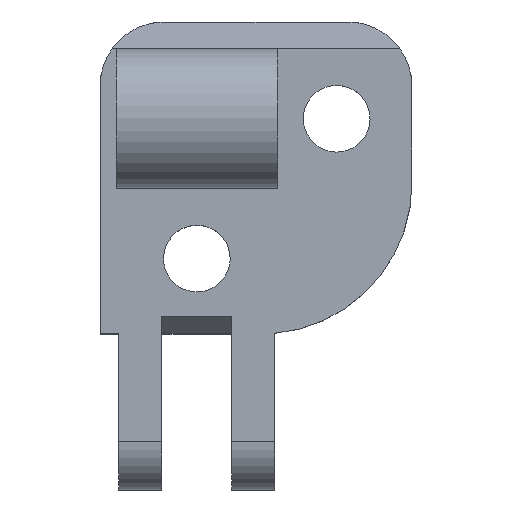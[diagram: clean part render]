
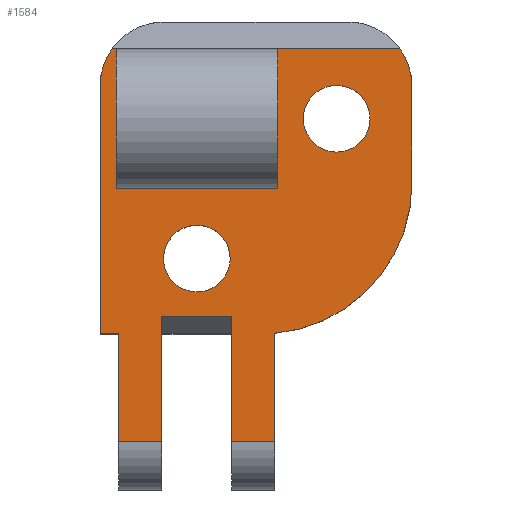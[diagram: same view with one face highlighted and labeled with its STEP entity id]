
A CAD part, top view. The second image highlights one B-rep face of the part: STEP entity #1584.
In plain terms, the highlighted planar face has unit normal (0, 0, 1).
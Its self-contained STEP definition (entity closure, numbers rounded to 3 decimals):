
#63=CARTESIAN_POINT('Vertex',(7.25,-30.,0.)) ;
#66=CARTESIAN_POINT('Line Origine',(5.25,-30.,0.)) ;
#70=CARTESIAN_POINT('Vertex',(3.25,-30.,0.)) ;
#103=CARTESIAN_POINT('Vertex',(-3.25,-18.36,0.)) ;
#117=CARTESIAN_POINT('Vertex',(3.25,-18.36,0.)) ;
#120=CARTESIAN_POINT('Line Origine',(0.,-18.36,0.)) ;
#255=CARTESIAN_POINT('Vertex',(-7.25,-30.,0.)) ;
#271=CARTESIAN_POINT('Vertex',(-3.25,-30.,0.)) ;
#274=CARTESIAN_POINT('Line Origine',(-5.25,-30.,0.)) ;
#295=CARTESIAN_POINT('Vertex',(-7.25,-20.,0.)) ;
#300=CARTESIAN_POINT('Line Origine',(-8.125,-20.,0.)) ;
#304=CARTESIAN_POINT('Vertex',(-9.,-20.,0.)) ;
#344=CARTESIAN_POINT('Vertex',(-7.5,6.5,0.)) ;
#347=CARTESIAN_POINT('Line Origine',(-7.5,3.25,0.)) ;
#351=CARTESIAN_POINT('Vertex',(-7.5,0.,0.)) ;
#354=CARTESIAN_POINT('Line Origine',(-7.5,-3.25,0.)) ;
#358=CARTESIAN_POINT('Vertex',(-7.5,-6.5,0.)) ;
#693=CARTESIAN_POINT('Vertex',(7.5,6.5,0.)) ;
#713=CARTESIAN_POINT('Axis2P3D Location',(0.,-13.,0.)) ;
#717=CARTESIAN_POINT('Vertex',(-2.721,-14.486,0.)) ;
#719=CARTESIAN_POINT('Vertex',(2.721,-11.514,0.)) ;
#748=CARTESIAN_POINT('Axis2P3D Location',(0.,-13.,0.)) ;
#770=CARTESIAN_POINT('Axis2P3D Location',(13.,0.,0.)) ;
#774=CARTESIAN_POINT('Vertex',(10.279,-1.486,0.)) ;
#776=CARTESIAN_POINT('Vertex',(15.721,1.486,0.)) ;
#805=CARTESIAN_POINT('Axis2P3D Location',(13.,0.,0.)) ;
#831=CARTESIAN_POINT('Vertex',(7.25,-19.944,0.)) ;
#847=CARTESIAN_POINT('Vertex',(20.,-6.,0.)) ;
#850=CARTESIAN_POINT('Axis2P3D Location',(6.,-6.,0.)) ;
#871=CARTESIAN_POINT('Vertex',(7.5,-6.5,0.)) ;
#874=CARTESIAN_POINT('Line Origine',(7.5,-3.25,0.)) ;
#878=CARTESIAN_POINT('Vertex',(7.5,0.,0.)) ;
#881=CARTESIAN_POINT('Line Origine',(7.5,3.25,0.)) ;
#903=CARTESIAN_POINT('Line Origine',(0.,-6.5,0.)) ;
#1021=CARTESIAN_POINT('Line Origine',(3.25,-24.18,0.)) ;
#1103=CARTESIAN_POINT('Line Origine',(7.25,-24.972,0.)) ;
#1207=CARTESIAN_POINT('Line Origine',(-3.25,-24.18,0.)) ;
#1335=CARTESIAN_POINT('Line Origine',(-7.25,-25.,0.)) ;
#1434=CARTESIAN_POINT('Vertex',(20.,3.,0.)) ;
#1439=CARTESIAN_POINT('Line Origine',(20.,-1.5,0.)) ;
#1480=CARTESIAN_POINT('Vertex',(18.873,6.5,0.)) ;
#1483=CARTESIAN_POINT('Axis2P3D Location',(14.,3.,0.)) ;
#1510=CARTESIAN_POINT('Vertex',(-9.,3.,0.)) ;
#1520=CARTESIAN_POINT('Line Origine',(-9.,-8.5,0.)) ;
#1532=CARTESIAN_POINT('Axis2P3D Location',(0.,6.5,0.)) ;
#1537=CARTESIAN_POINT('Axis2P3D Location',(-3.,3.,0.)) ;
#1541=CARTESIAN_POINT('Vertex',(-7.873,6.5,0.)) ;
#1544=CARTESIAN_POINT('Line Origine',(13.187,6.5,0.)) ;
#1549=CARTESIAN_POINT('Line Origine',(-7.687,6.5,0.)) ;
#67=DIRECTION('Vector Direction',(-1.,0.,0.)) ;
#121=DIRECTION('Vector Direction',(-1.,0.,0.)) ;
#275=DIRECTION('Vector Direction',(1.,0.,0.)) ;
#301=DIRECTION('Vector Direction',(1.,0.,0.)) ;
#348=DIRECTION('Vector Direction',(0.,-1.,0.)) ;
#355=DIRECTION('Vector Direction',(0.,1.,0.)) ;
#714=DIRECTION('Axis2P3D Direction',(0.,0.,1.)) ;
#749=DIRECTION('Axis2P3D Direction',(0.,0.,1.)) ;
#771=DIRECTION('Axis2P3D Direction',(0.,0.,1.)) ;
#806=DIRECTION('Axis2P3D Direction',(0.,0.,1.)) ;
#851=DIRECTION('Axis2P3D Direction',(0.,0.,1.)) ;
#875=DIRECTION('Vector Direction',(0.,1.,0.)) ;
#882=DIRECTION('Vector Direction',(0.,-1.,0.)) ;
#904=DIRECTION('Vector Direction',(-1.,0.,0.)) ;
#1022=DIRECTION('Vector Direction',(0.,-1.,0.)) ;
#1104=DIRECTION('Vector Direction',(0.,-1.,0.)) ;
#1208=DIRECTION('Vector Direction',(0.,-1.,0.)) ;
#1336=DIRECTION('Vector Direction',(0.,-1.,0.)) ;
#1440=DIRECTION('Vector Direction',(0.,1.,0.)) ;
#1484=DIRECTION('Axis2P3D Direction',(0.,0.,1.)) ;
#1521=DIRECTION('Vector Direction',(0.,-1.,0.)) ;
#1533=DIRECTION('Axis2P3D Direction',(0.,0.,-1.)) ;
#1534=DIRECTION('Axis2P3D XDirection',(0.,-1.,0.)) ;
#1538=DIRECTION('Axis2P3D Direction',(0.,0.,-1.)) ;
#1545=DIRECTION('Vector Direction',(1.,0.,0.)) ;
#1550=DIRECTION('Vector Direction',(1.,0.,0.)) ;
#715=AXIS2_PLACEMENT_3D('Circle Axis2P3D',#713,#714,$) ;
#750=AXIS2_PLACEMENT_3D('Circle Axis2P3D',#748,#749,$) ;
#772=AXIS2_PLACEMENT_3D('Circle Axis2P3D',#770,#771,$) ;
#807=AXIS2_PLACEMENT_3D('Circle Axis2P3D',#805,#806,$) ;
#852=AXIS2_PLACEMENT_3D('Circle Axis2P3D',#850,#851,$) ;
#1485=AXIS2_PLACEMENT_3D('Circle Axis2P3D',#1483,#1484,$) ;
#1535=AXIS2_PLACEMENT_3D('Plane Axis2P3D',#1532,#1533,#1534) ;
#1539=AXIS2_PLACEMENT_3D('Circle Axis2P3D',#1537,#1538,$) ;
#1555=ORIENTED_EDGE('',*,*,#1543,.T.) ;
#1556=ORIENTED_EDGE('',*,*,#1524,.F.) ;
#1557=ORIENTED_EDGE('',*,*,#306,.F.) ;
#1558=ORIENTED_EDGE('',*,*,#1339,.T.) ;
#1559=ORIENTED_EDGE('',*,*,#278,.F.) ;
#1560=ORIENTED_EDGE('',*,*,#1211,.F.) ;
#1561=ORIENTED_EDGE('',*,*,#124,.F.) ;
#1562=ORIENTED_EDGE('',*,*,#1025,.T.) ;
#1563=ORIENTED_EDGE('',*,*,#72,.T.) ;
#1564=ORIENTED_EDGE('',*,*,#1107,.T.) ;
#1565=ORIENTED_EDGE('',*,*,#854,.T.) ;
#1566=ORIENTED_EDGE('',*,*,#1443,.F.) ;
#1567=ORIENTED_EDGE('',*,*,#1487,.T.) ;
#1568=ORIENTED_EDGE('',*,*,#1548,.F.) ;
#1569=ORIENTED_EDGE('',*,*,#885,.T.) ;
#1570=ORIENTED_EDGE('',*,*,#880,.T.) ;
#1571=ORIENTED_EDGE('',*,*,#907,.T.) ;
#1572=ORIENTED_EDGE('',*,*,#360,.F.) ;
#1573=ORIENTED_EDGE('',*,*,#353,.F.) ;
#1574=ORIENTED_EDGE('',*,*,#1553,.F.) ;
#1577=ORIENTED_EDGE('',*,*,#778,.T.) ;
#1578=ORIENTED_EDGE('',*,*,#809,.T.) ;
#1581=ORIENTED_EDGE('',*,*,#721,.T.) ;
#1582=ORIENTED_EDGE('',*,*,#752,.T.) ;
#1579=FACE_BOUND('',#1576,.T.) ;
#1583=FACE_BOUND('',#1580,.T.) ;
#68=VECTOR('Line Direction',#67,1.) ;
#122=VECTOR('Line Direction',#121,1.) ;
#276=VECTOR('Line Direction',#275,1.) ;
#302=VECTOR('Line Direction',#301,1.) ;
#349=VECTOR('Line Direction',#348,1.) ;
#356=VECTOR('Line Direction',#355,1.) ;
#876=VECTOR('Line Direction',#875,1.) ;
#883=VECTOR('Line Direction',#882,1.) ;
#905=VECTOR('Line Direction',#904,1.) ;
#1023=VECTOR('Line Direction',#1022,1.) ;
#1105=VECTOR('Line Direction',#1104,1.) ;
#1209=VECTOR('Line Direction',#1208,1.) ;
#1337=VECTOR('Line Direction',#1336,1.) ;
#1441=VECTOR('Line Direction',#1440,1.) ;
#1522=VECTOR('Line Direction',#1521,1.) ;
#1546=VECTOR('Line Direction',#1545,1.) ;
#1551=VECTOR('Line Direction',#1550,1.) ;
#1584=ADVANCED_FACE('',(#1575,#1579,#1583),#1536,.F.) ;
#716=CIRCLE('generated circle',#715,3.1) ;
#751=CIRCLE('generated circle',#750,3.1) ;
#773=CIRCLE('generated circle',#772,3.1) ;
#808=CIRCLE('generated circle',#807,3.1) ;
#853=CIRCLE('generated circle',#852,14.) ;
#1486=CIRCLE('generated circle',#1485,6.) ;
#1540=CIRCLE('generated circle',#1539,6.) ;
#72=EDGE_CURVE('',#71,#64,#69,.F.) ;
#124=EDGE_CURVE('',#118,#104,#123,.T.) ;
#278=EDGE_CURVE('',#272,#256,#277,.F.) ;
#306=EDGE_CURVE('',#296,#305,#303,.F.) ;
#353=EDGE_CURVE('',#345,#352,#350,.T.) ;
#360=EDGE_CURVE('',#352,#359,#357,.F.) ;
#721=EDGE_CURVE('',#718,#720,#716,.F.) ;
#752=EDGE_CURVE('',#720,#718,#751,.F.) ;
#778=EDGE_CURVE('',#775,#777,#773,.F.) ;
#809=EDGE_CURVE('',#777,#775,#808,.F.) ;
#854=EDGE_CURVE('',#832,#848,#853,.T.) ;
#880=EDGE_CURVE('',#879,#872,#877,.F.) ;
#885=EDGE_CURVE('',#694,#879,#884,.T.) ;
#907=EDGE_CURVE('',#872,#359,#906,.T.) ;
#1025=EDGE_CURVE('',#118,#71,#1024,.T.) ;
#1107=EDGE_CURVE('',#64,#832,#1106,.F.) ;
#1211=EDGE_CURVE('',#104,#272,#1210,.T.) ;
#1339=EDGE_CURVE('',#296,#256,#1338,.T.) ;
#1443=EDGE_CURVE('',#1435,#848,#1442,.F.) ;
#1487=EDGE_CURVE('',#1435,#1481,#1486,.T.) ;
#1524=EDGE_CURVE('',#305,#1511,#1523,.F.) ;
#1543=EDGE_CURVE('',#1542,#1511,#1540,.F.) ;
#1548=EDGE_CURVE('',#694,#1481,#1547,.T.) ;
#1553=EDGE_CURVE('',#1542,#345,#1552,.T.) ;
#1554=EDGE_LOOP('',(#1555,#1556,#1557,#1558,#1559,#1560,#1561,#1562,#1563,#1564,#1565,#1566,#1567,#1568,#1569,#1570,#1571,#1572,#1573,#1574)) ;
#1576=EDGE_LOOP('',(#1577,#1578)) ;
#1580=EDGE_LOOP('',(#1581,#1582)) ;
#1575=FACE_OUTER_BOUND('',#1554,.T.) ;
#69=LINE('Line',#66,#68) ;
#123=LINE('Line',#120,#122) ;
#277=LINE('Line',#274,#276) ;
#303=LINE('Line',#300,#302) ;
#350=LINE('Line',#347,#349) ;
#357=LINE('Line',#354,#356) ;
#877=LINE('Line',#874,#876) ;
#884=LINE('Line',#881,#883) ;
#906=LINE('Line',#903,#905) ;
#1024=LINE('Line',#1021,#1023) ;
#1106=LINE('Line',#1103,#1105) ;
#1210=LINE('Line',#1207,#1209) ;
#1338=LINE('Line',#1335,#1337) ;
#1442=LINE('Line',#1439,#1441) ;
#1523=LINE('Line',#1520,#1522) ;
#1547=LINE('Line',#1544,#1546) ;
#1552=LINE('Line',#1549,#1551) ;
#1536=PLANE('Plane',#1535) ;
#64=VERTEX_POINT('',#63) ;
#71=VERTEX_POINT('',#70) ;
#104=VERTEX_POINT('',#103) ;
#118=VERTEX_POINT('',#117) ;
#256=VERTEX_POINT('',#255) ;
#272=VERTEX_POINT('',#271) ;
#296=VERTEX_POINT('',#295) ;
#305=VERTEX_POINT('',#304) ;
#345=VERTEX_POINT('',#344) ;
#352=VERTEX_POINT('',#351) ;
#359=VERTEX_POINT('',#358) ;
#694=VERTEX_POINT('',#693) ;
#718=VERTEX_POINT('',#717) ;
#720=VERTEX_POINT('',#719) ;
#775=VERTEX_POINT('',#774) ;
#777=VERTEX_POINT('',#776) ;
#832=VERTEX_POINT('',#831) ;
#848=VERTEX_POINT('',#847) ;
#872=VERTEX_POINT('',#871) ;
#879=VERTEX_POINT('',#878) ;
#1435=VERTEX_POINT('',#1434) ;
#1481=VERTEX_POINT('',#1480) ;
#1511=VERTEX_POINT('',#1510) ;
#1542=VERTEX_POINT('',#1541) ;
